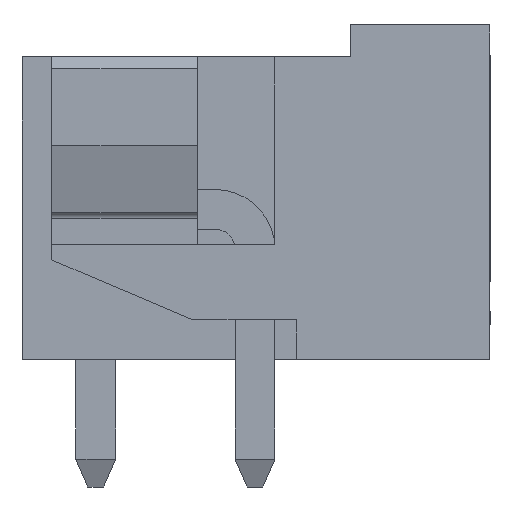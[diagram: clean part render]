
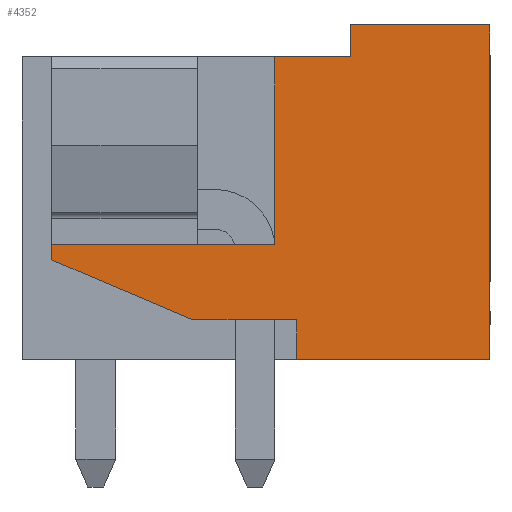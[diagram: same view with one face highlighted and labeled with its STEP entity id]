
A CAD part, left-side view. The second image highlights one B-rep face of the part: STEP entity #4352.
In plain terms, the highlighted planar face has unit normal (-1, 0, 0).
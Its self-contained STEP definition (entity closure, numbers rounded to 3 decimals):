
#4325=AXIS2_PLACEMENT_3D('Plane Axis2P3D',#4322,#4323,#4324) ;
#133=CARTESIAN_POINT('Vertex',(0.,0.,11.6)) ;
#136=CARTESIAN_POINT('Line Origine',(0.,0.,7.4)) ;
#140=CARTESIAN_POINT('Vertex',(0.,0.,3.2)) ;
#715=CARTESIAN_POINT('Vertex',(0.,3.5,11.6)) ;
#718=CARTESIAN_POINT('Line Origine',(0.,1.75,11.6)) ;
#979=CARTESIAN_POINT('Vertex',(0.,5.4,10.8)) ;
#982=CARTESIAN_POINT('Line Origine',(0.,4.45,10.8)) ;
#986=CARTESIAN_POINT('Vertex',(0.,3.5,10.8)) ;
#1429=CARTESIAN_POINT('Line Origine',(0.,2.427,3.2)) ;
#1433=CARTESIAN_POINT('Vertex',(0.,4.854,3.2)) ;
#3796=CARTESIAN_POINT('Vertex',(0.,11.,5.7)) ;
#3810=CARTESIAN_POINT('Vertex',(0.,7.465,4.2)) ;
#3813=CARTESIAN_POINT('Line Origine',(0.,9.233,4.95)) ;
#3841=CARTESIAN_POINT('Vertex',(0.,4.854,4.2)) ;
#3844=CARTESIAN_POINT('Line Origine',(0.,6.16,4.2)) ;
#4095=CARTESIAN_POINT('Line Origine',(0.,4.854,3.7)) ;
#4112=CARTESIAN_POINT('Line Origine',(0.,3.5,11.2)) ;
#4174=CARTESIAN_POINT('Line Origine',(0.,11.,5.89)) ;
#4178=CARTESIAN_POINT('Vertex',(0.,11.,6.08)) ;
#4322=CARTESIAN_POINT('Axis2P3D Location',(0.,0.,0.)) ;
#4327=CARTESIAN_POINT('Line Origine',(0.,8.2,6.08)) ;
#4331=CARTESIAN_POINT('Vertex',(0.,5.4,6.08)) ;
#4334=CARTESIAN_POINT('Line Origine',(0.,5.4,8.44)) ;
#137=DIRECTION('Vector Direction',(0.,0.,-1.)) ;
#719=DIRECTION('Vector Direction',(0.,-1.,0.)) ;
#983=DIRECTION('Vector Direction',(0.,-1.,0.)) ;
#1430=DIRECTION('Vector Direction',(0.,1.,0.)) ;
#3814=DIRECTION('Vector Direction',(0.,-0.921,-0.391)) ;
#3845=DIRECTION('Vector Direction',(0.,-1.,0.)) ;
#4096=DIRECTION('Vector Direction',(0.,0.,1.)) ;
#4113=DIRECTION('Vector Direction',(0.,0.,1.)) ;
#4175=DIRECTION('Vector Direction',(0.,0.,-1.)) ;
#4323=DIRECTION('Axis2P3D Direction',(-1.,0.,0.)) ;
#4324=DIRECTION('Axis2P3D XDirection',(0.,-1.,0.)) ;
#4328=DIRECTION('Vector Direction',(0.,1.,0.)) ;
#4335=DIRECTION('Vector Direction',(0.,0.,1.)) ;
#138=VECTOR('Line Direction',#137,1.) ;
#720=VECTOR('Line Direction',#719,1.) ;
#984=VECTOR('Line Direction',#983,1.) ;
#1431=VECTOR('Line Direction',#1430,1.) ;
#3815=VECTOR('Line Direction',#3814,1.) ;
#3846=VECTOR('Line Direction',#3845,1.) ;
#4097=VECTOR('Line Direction',#4096,1.) ;
#4114=VECTOR('Line Direction',#4113,1.) ;
#4176=VECTOR('Line Direction',#4175,1.) ;
#4329=VECTOR('Line Direction',#4328,1.) ;
#4336=VECTOR('Line Direction',#4335,1.) ;
#4340=ORIENTED_EDGE('',*,*,#4333,.T.) ;
#4341=ORIENTED_EDGE('',*,*,#4180,.T.) ;
#4342=ORIENTED_EDGE('',*,*,#3817,.T.) ;
#4343=ORIENTED_EDGE('',*,*,#3848,.T.) ;
#4344=ORIENTED_EDGE('',*,*,#4099,.F.) ;
#4345=ORIENTED_EDGE('',*,*,#1435,.T.) ;
#4346=ORIENTED_EDGE('',*,*,#142,.T.) ;
#4347=ORIENTED_EDGE('',*,*,#722,.T.) ;
#4348=ORIENTED_EDGE('',*,*,#4116,.T.) ;
#4349=ORIENTED_EDGE('',*,*,#988,.T.) ;
#4350=ORIENTED_EDGE('',*,*,#4338,.F.) ;
#4352=ADVANCED_FACE('HOUSING',(#4351),#4326,.T.) ;
#142=EDGE_CURVE('',#141,#134,#139,.F.) ;
#722=EDGE_CURVE('',#134,#716,#721,.F.) ;
#988=EDGE_CURVE('',#987,#980,#985,.F.) ;
#1435=EDGE_CURVE('',#1434,#141,#1432,.F.) ;
#3817=EDGE_CURVE('',#3797,#3811,#3816,.T.) ;
#3848=EDGE_CURVE('',#3811,#3842,#3847,.T.) ;
#4099=EDGE_CURVE('',#1434,#3842,#4098,.T.) ;
#4116=EDGE_CURVE('',#716,#987,#4115,.F.) ;
#4180=EDGE_CURVE('',#4179,#3797,#4177,.T.) ;
#4333=EDGE_CURVE('',#4332,#4179,#4330,.T.) ;
#4338=EDGE_CURVE('',#4332,#980,#4337,.T.) ;
#4339=EDGE_LOOP('',(#4340,#4341,#4342,#4343,#4344,#4345,#4346,#4347,#4348,#4349,#4350)) ;
#4351=FACE_OUTER_BOUND('',#4339,.T.) ;
#139=LINE('Line',#136,#138) ;
#721=LINE('Line',#718,#720) ;
#985=LINE('Line',#982,#984) ;
#1432=LINE('Line',#1429,#1431) ;
#3816=LINE('Line',#3813,#3815) ;
#3847=LINE('Line',#3844,#3846) ;
#4098=LINE('Line',#4095,#4097) ;
#4115=LINE('Line',#4112,#4114) ;
#4177=LINE('Line',#4174,#4176) ;
#4330=LINE('Line',#4327,#4329) ;
#4337=LINE('Line',#4334,#4336) ;
#4326=PLANE('',#4325) ;
#134=VERTEX_POINT('',#133) ;
#141=VERTEX_POINT('',#140) ;
#716=VERTEX_POINT('',#715) ;
#980=VERTEX_POINT('',#979) ;
#987=VERTEX_POINT('',#986) ;
#1434=VERTEX_POINT('',#1433) ;
#3797=VERTEX_POINT('',#3796) ;
#3811=VERTEX_POINT('',#3810) ;
#3842=VERTEX_POINT('',#3841) ;
#4179=VERTEX_POINT('',#4178) ;
#4332=VERTEX_POINT('',#4331) ;
